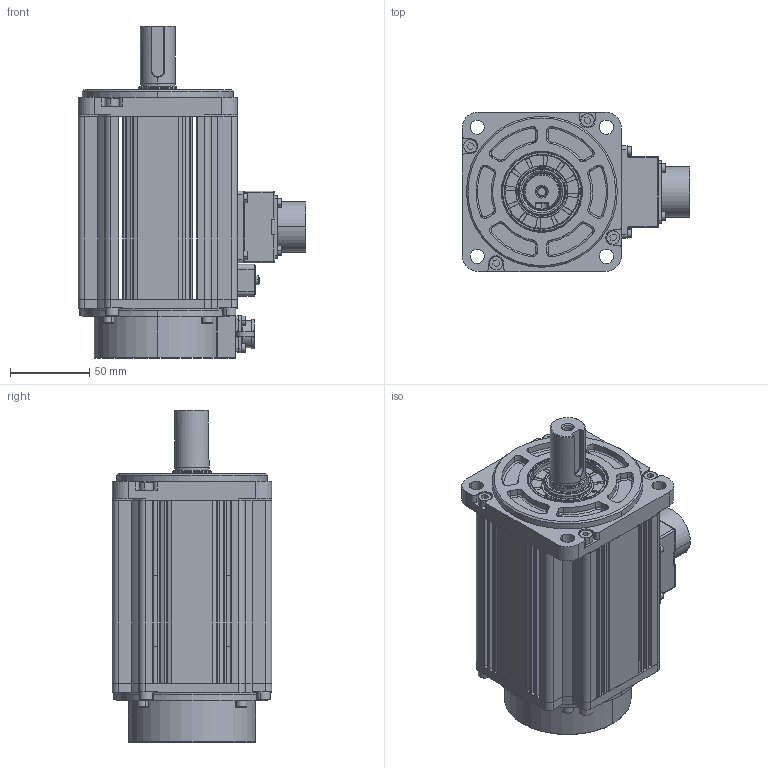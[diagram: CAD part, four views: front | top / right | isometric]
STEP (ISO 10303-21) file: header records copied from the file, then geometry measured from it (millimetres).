
FILE_DESCRIPTION (( 'STEP AP203' ), '1' );
FILE_NAME ('MS6S-100CS(M)30BZ2-21P0.STEP', '2023-08-01T05:21:23', ( '' ), ( '' ), 'SwSTEP 2.0', 'SolidWorks 2022', '' );
FILE_SCHEMA (( 'CONFIG_CONTROL_DESIGN' ));
Length unit declared in the file: millimetre
Products named in the file (1): MS6S-100CS(M)30BZ2-21P0
Bounding box: 143.3 x 100.3 x 209 mm (x, y, z)
Surface area: 120315.9 mm2 (no closed solid volume)
Topology: 0 solids, 44 shells, 1019 faces, 3140 edges, 2163 vertices
Faces by surface type: plane 490, cylinder 327, torus 109, cone 47, bspline 38, sphere 8
Entity records: 36937 total; most frequent: CARTESIAN_POINT 8991, DIRECTION 5961, ORIENTED_EDGE 5304, EDGE_CURVE 3134, VERTEX_POINT 2163, AXIS2_PLACEMENT_3D 2137, VECTOR 1687, LINE 1687
